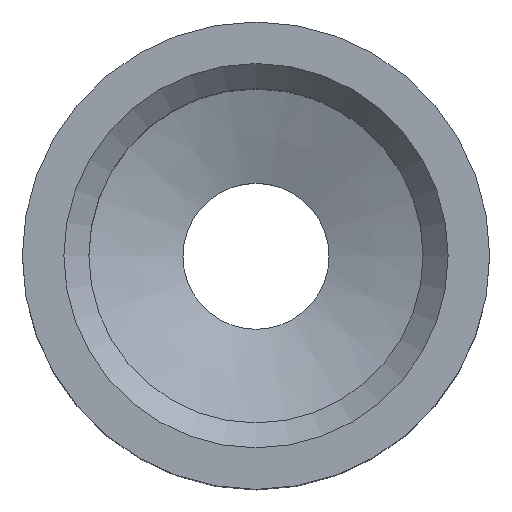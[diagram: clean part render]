
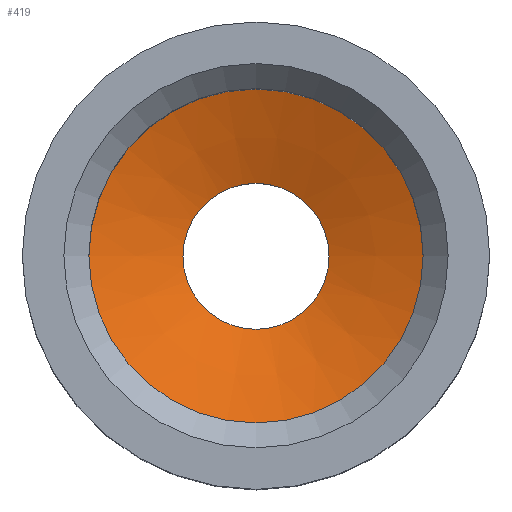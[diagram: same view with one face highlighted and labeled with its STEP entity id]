
A CAD part, top view. The second image highlights one B-rep face of the part: STEP entity #419.
In plain terms, the highlighted conical face has half-angle 70 degrees and reference radius 5.723 mm.
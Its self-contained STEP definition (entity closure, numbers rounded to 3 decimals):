
#83=CIRCLE('',#484,5.723);
#84=CIRCLE('',#486,2.5);
#176=ORIENTED_EDGE('',*,*,#228,.T.);
#177=ORIENTED_EDGE('',*,*,#227,.F.);
#227=EDGE_CURVE('',#263,#263,#83,.T.);
#228=EDGE_CURVE('',#264,#264,#84,.T.);
#263=VERTEX_POINT('',#758);
#264=VERTEX_POINT('',#761);
#322=EDGE_LOOP('',(#176));
#323=EDGE_LOOP('',(#177));
#372=FACE_BOUND('',#322,.T.);
#373=FACE_BOUND('',#323,.T.);
#389=CONICAL_SURFACE('',#485,5.723,1.222);
#419=ADVANCED_FACE('',(#372,#373),#389,.F.);
#484=AXIS2_PLACEMENT_3D('',#757,#602,#603);
#485=AXIS2_PLACEMENT_3D('',#759,#604,#605);
#486=AXIS2_PLACEMENT_3D('',#760,#606,#607);
#602=DIRECTION('',(0.,0.,-1.));
#603=DIRECTION('',(-1.,0.,0.));
#604=DIRECTION('',(0.,0.,1.));
#605=DIRECTION('',(1.,0.,0.));
#606=DIRECTION('',(0.,0.,-1.));
#607=DIRECTION('',(-1.,0.,0.));
#757=CARTESIAN_POINT('',(0.,0.,18.5));
#758=CARTESIAN_POINT('',(-5.723,0.,18.5));
#759=CARTESIAN_POINT('',(0.,0.,18.5));
#760=CARTESIAN_POINT('',(0.,0.,17.327));
#761=CARTESIAN_POINT('',(-2.5,0.,17.327));
